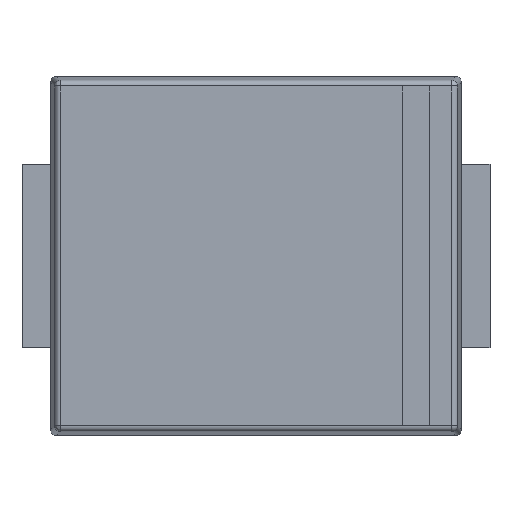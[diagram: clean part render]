
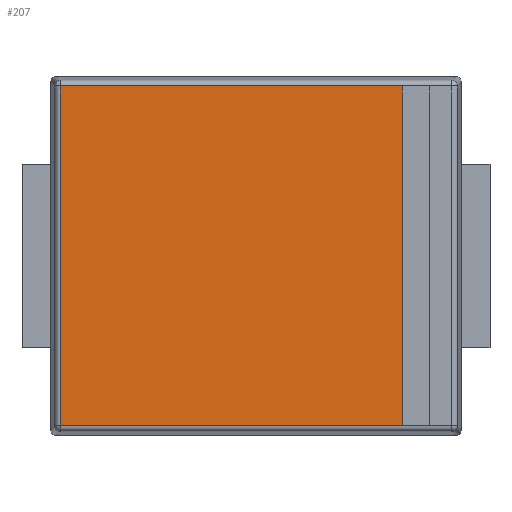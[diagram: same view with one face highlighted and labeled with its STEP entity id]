
A CAD part, top view. The second image highlights one B-rep face of the part: STEP entity #207.
In plain terms, the highlighted planar face has unit normal (0, 0, 1).
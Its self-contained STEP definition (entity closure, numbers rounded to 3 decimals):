
#207=ADVANCED_FACE('',(#641),#643,.T.);
#641=FACE_BOUND('',#642,.T.);
#642=EDGE_LOOP('',(#991,#992,#993,#994));
#643=PLANE('',#644);
#644=AXIS2_PLACEMENT_3D('',#645,#646,#647);
#645=CARTESIAN_POINT('',(0.,0.,1.1));
#646=DIRECTION('',(0.,0.,1.));
#647=DIRECTION('',(1.,0.,0.));
#991=ORIENTED_EDGE('',*,*,#1190,.T.);
#992=ORIENTED_EDGE('',*,*,#1191,.T.);
#993=ORIENTED_EDGE('',*,*,#1192,.T.);
#994=ORIENTED_EDGE('',*,*,#1188,.F.);
#1188=EDGE_CURVE('',#1323,#1325,#1326,.T.);
#1190=EDGE_CURVE('',#1323,#1328,#1329,.T.);
#1191=EDGE_CURVE('',#1328,#1330,#1331,.T.);
#1192=EDGE_CURVE('',#1330,#1325,#1332,.T.);
#1323=VERTEX_POINT('',#1575);
#1325=VERTEX_POINT('',#1579);
#1326=LINE('',#1580,#1581);
#1328=VERTEX_POINT('',#1586);
#1329=LINE('',#1587,#1588);
#1330=VERTEX_POINT('',#1590);
#1331=LINE('',#1591,#1592);
#1332=LINE('',#1594,#1595);
#1575=CARTESIAN_POINT('',(2.547,2.959,1.1));
#1579=CARTESIAN_POINT('',(2.547,-2.959,1.1));
#1580=CARTESIAN_POINT('',(2.547,2.959,1.1));
#1581=VECTOR('',#1582,1.);
#1582=DIRECTION('',(0.,-1.,0.));
#1586=CARTESIAN_POINT('',(-3.409,2.959,1.1));
#1587=CARTESIAN_POINT('',(2.547,2.959,1.1));
#1588=VECTOR('',#1589,1.);
#1589=DIRECTION('',(-1.,0.,0.));
#1590=CARTESIAN_POINT('',(-3.409,-2.959,1.1));
#1591=CARTESIAN_POINT('',(-3.409,2.959,1.1));
#1592=VECTOR('',#1593,1.);
#1593=DIRECTION('',(0.,-1.,0.));
#1594=CARTESIAN_POINT('',(-3.409,-2.959,1.1));
#1595=VECTOR('',#1596,1.);
#1596=DIRECTION('',(1.,0.,0.));
